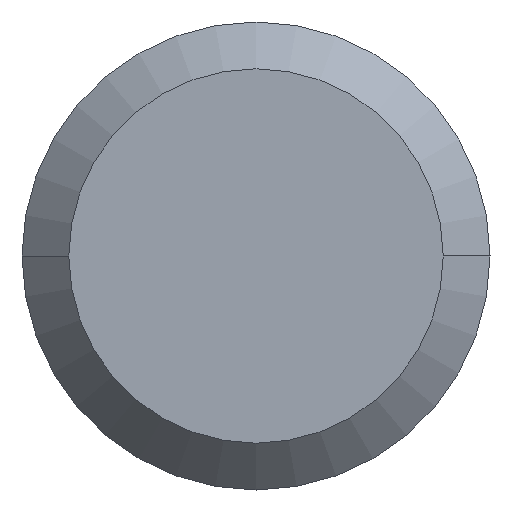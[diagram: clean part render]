
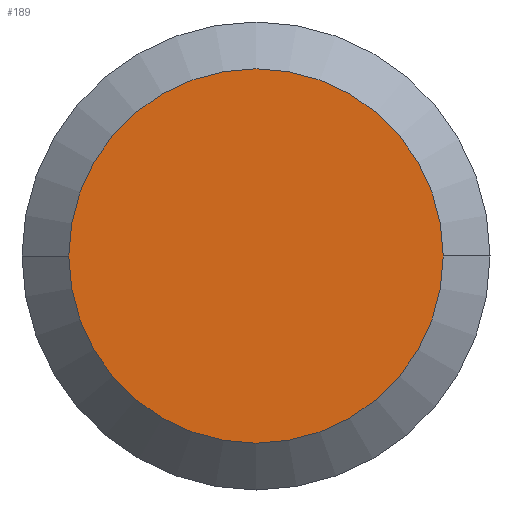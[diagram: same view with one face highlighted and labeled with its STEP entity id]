
A CAD part, left-side view. The second image highlights one B-rep face of the part: STEP entity #189.
In plain terms, the highlighted planar face has unit normal (-1, 0, 0).
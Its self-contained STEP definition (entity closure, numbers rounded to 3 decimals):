
#1 = AXIS2_PLACEMENT_3D ( 'NONE', #165, #283, #286 ) ;
#5 = ORIENTED_EDGE ( 'NONE', *, *, #155, .F. ) ;
#31 = CARTESIAN_POINT ( 'NONE',  ( 0., 2.54, 0. ) ) ;
#42 = VERTEX_POINT ( 'NONE', #237 ) ;
#63 = AXIS2_PLACEMENT_3D ( 'NONE', #404, #171, #379 ) ;
#79 = DIRECTION ( 'NONE',  ( 0., -1., 0. ) ) ;
#148 = PLANE ( 'NONE',  #368 ) ;
#155 = EDGE_CURVE ( 'NONE', #42, #163, #372, .T. ) ;
#156 = CARTESIAN_POINT ( 'NONE',  ( 0., 0., 0. ) ) ;
#163 = VERTEX_POINT ( 'NONE', #31 ) ;
#165 = CARTESIAN_POINT ( 'NONE',  ( 0., 0., 0. ) ) ;
#171 = DIRECTION ( 'NONE',  ( 1., 0., 0. ) ) ;
#189 = ADVANCED_FACE ( 'NONE', ( #232 ), #148, .T. ) ;
#208 = ORIENTED_EDGE ( 'NONE', *, *, #350, .F. ) ;
#232 = FACE_OUTER_BOUND ( 'NONE', #247, .T. ) ;
#237 = CARTESIAN_POINT ( 'NONE',  ( 0., -2.54, 0. ) ) ;
#247 = EDGE_LOOP ( 'NONE', ( #208, #5 ) ) ;
#271 = DIRECTION ( 'NONE',  ( -1., 0., 0. ) ) ;
#283 = DIRECTION ( 'NONE',  ( 1., 0., 0. ) ) ;
#286 = DIRECTION ( 'NONE',  ( 0., 1., 0. ) ) ;
#350 = EDGE_CURVE ( 'NONE', #163, #42, #378, .T. ) ;
#368 = AXIS2_PLACEMENT_3D ( 'NONE', #156, #271, #79 ) ;
#372 = CIRCLE ( 'NONE', #1, 2.54 ) ;
#378 = CIRCLE ( 'NONE', #63, 2.54 ) ;
#379 = DIRECTION ( 'NONE',  ( 0., 1., 0. ) ) ;
#404 = CARTESIAN_POINT ( 'NONE',  ( 0., 0., 0. ) ) ;
